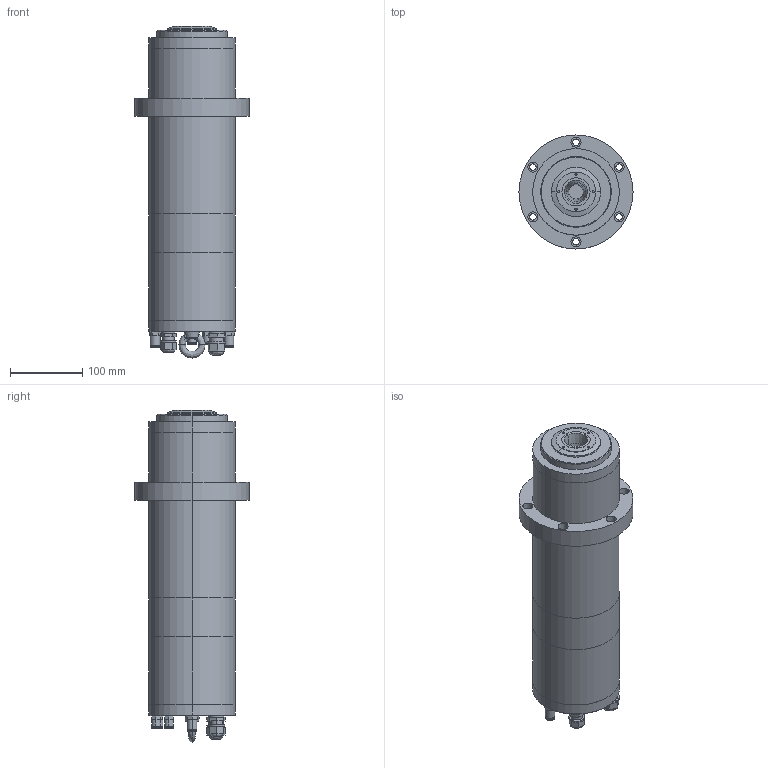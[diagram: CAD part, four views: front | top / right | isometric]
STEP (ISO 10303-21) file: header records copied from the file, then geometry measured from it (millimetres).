
FILE_DESCRIPTION (( 'STEP AP214' ), '1' );
FILE_NAME ('GDL120-30-18Z-5.5-4P·¨À¼.STEP', '2024-07-16T03:23:56', ( '00' ), ( '' ), 'SwSTEP 2.0', 'SolidWorks 2018', '' );
FILE_SCHEMA (( 'AUTOMOTIVE_DESIGN' ));
Length unit declared in the file: millimetre
Products named in the file (12): 萇埭羲壽M16_1; gdl120-30-18z-7.5-4P气缸4; 籵蚚M10ァ郲_4; 籵蚚M10阨郲_2; GDL120綴裔; GDL1220-30ァ詰1; GDL1220-30ァ詰2; GDL1220-30ヶ蹟譫; 陓瘍羲壽M12_2; GDL1220-30儂褲_1; GDL120-30-18Z-5.5-4P楊擘; GB 825-88________M8__16(20__).STEP
Assembly tree (14 placements, depth 3):
  GDL120-30-18Z-5.5-4P楊擘
    GDL1220-30儂褲_1
    GDL1220-30ヶ蹟譫
    GDL1220-30ァ詰1
    GDL1220-30ァ詰2
    GDL120綴裔
      gdl120-30-18z-7.5-4P气缸4
      萇埭羲壽M16_1
      籵蚚M10ァ郲_4  x3
      籵蚚M10阨郲_2  x2
      陓瘍羲壽M12_2
    GB 825-88________M8__16(20__).STEP
Bounding box: 158 x 158 x 460.1 mm (x, y, z)
Volume: 4895473 mm3; surface area: 337792.3 mm2
Topology: 14 solids, 14 shells, 372 faces, 830 edges, 522 vertices
Faces by surface type: cylinder 164, plane 157, cone 36, bspline 15
Entity records: 14174 total; most frequent: CARTESIAN_POINT 3337, DIRECTION 1606, ORIENTED_EDGE 1344, EDGE_CURVE 672, AXIS2_PLACEMENT_3D 649, VERTEX_POINT 426, EDGE_LOOP 384, CIRCLE 340
